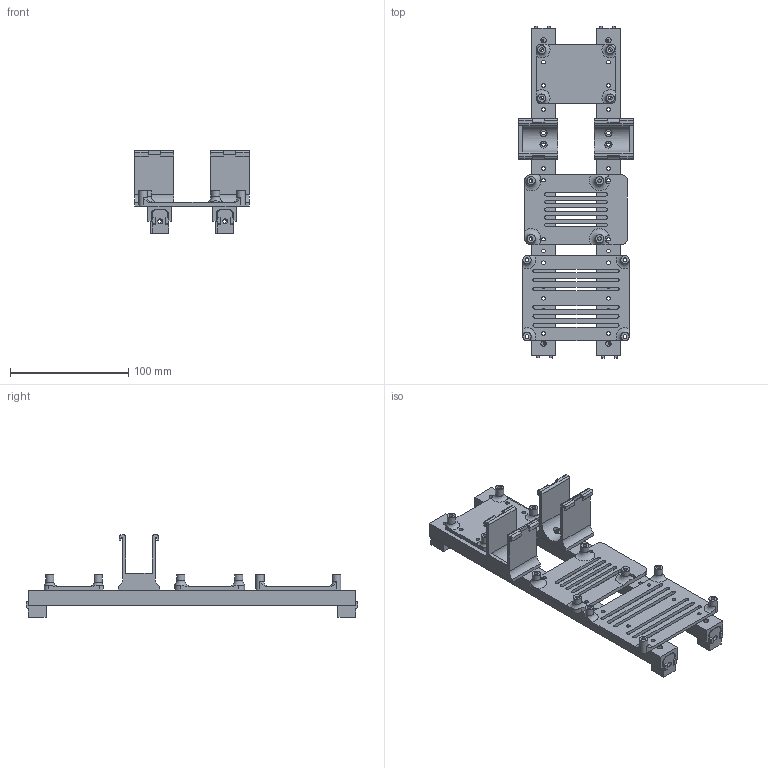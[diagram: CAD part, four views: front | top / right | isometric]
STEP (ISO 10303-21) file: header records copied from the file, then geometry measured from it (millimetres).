
FILE_DESCRIPTION(/* description */ (''),/* implementation_level */ '2;1');
FILE_NAME(/* name */ 'Assembly v4.stp',/* time_stamp */ '2020-12-05T18:11:59+01:00',/* author */ (''),/* organization */ (''),/* preprocessor_version */ 'ST-DEVELOPER v18.1',/* originating_system */ 'Autodesk Translation Framework v9.3.0.1241',/* authorisation */ '');
FILE_SCHEMA (('AUTOMOTIVE_DESIGN { 1 0 10303 214 3 1 1 }'));
Length unit declared in the file: millimetre
Products named in the file (10): Assembly; Support CI; Support CI_1; Support Electo; Equerre; Support CI_2; Support Alim DC-DC; Raspberry Support; Support RPI; Support Batterie 5V
Assembly tree (15 placements, depth 3):
  Assembly
    Support CI
      Support Electo
      Equerre  x2
    Support CI_1
      Support Electo
      Equerre  x2
    Support CI_2
    Support Alim DC-DC
    Raspberry Support
      Support RPI
    Support Batterie 5V  x3
Bounding box: 97 x 281.2 x 69.75 mm (x, y, z)
Volume: 166181.2 mm3; surface area: 119699.2 mm2
Topology: 12 solids, 12 shells, 510 faces, 1402 edges, 934 vertices
Faces by surface type: plane 259, cylinder 239, torus 12
Full cylindrical faces by diameter (mm): 1.5 x4, 3 x14, 3.2 x68, 4.2 x4, 4.5 x4, 6 x14, 7 x12, 10 x4
Entity records: 9897 total; most frequent: CARTESIAN_POINT 2002, DIRECTION 1642, ORIENTED_EDGE 1522, EDGE_CURVE 761, AXIS2_PLACEMENT_3D 619, VERTEX_POINT 507, EDGE_LOOP 424, LINE 404
